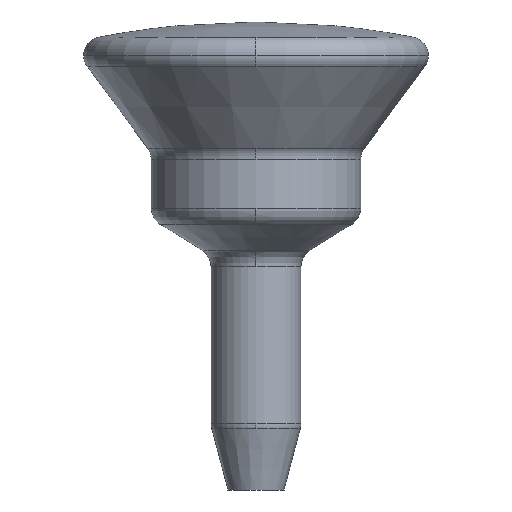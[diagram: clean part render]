
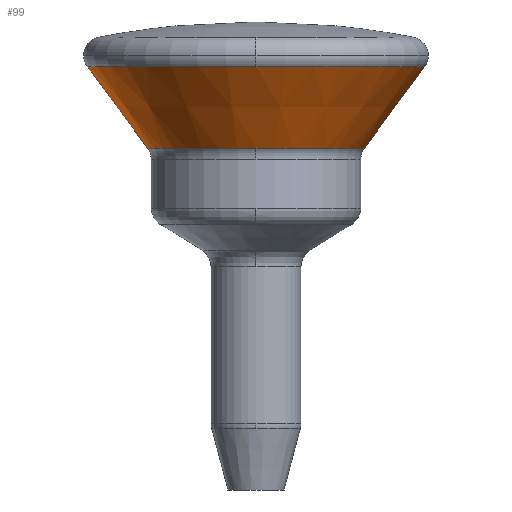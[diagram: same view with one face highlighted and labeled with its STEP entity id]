
A CAD part, front view. The second image highlights one B-rep face of the part: STEP entity #99.
In plain terms, the highlighted conical face has half-angle 36.501 degrees and reference radius 74.037 mm.
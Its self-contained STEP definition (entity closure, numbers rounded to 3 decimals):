
#99=ADVANCED_FACE('',(#193),#194,.T.);
#193=FACE_OUTER_BOUND('',#310,.T.);
#194=CONICAL_SURFACE('',#311,74.037,0.637);
#310=EDGE_LOOP('',(#512,#513,#514,#515,#516,#517));
#311=AXIS2_PLACEMENT_3D('',#518,#519,#520);
#512=ORIENTED_EDGE('',*,*,#1170,.F.);
#513=ORIENTED_EDGE('',*,*,#1171,.T.);
#514=ORIENTED_EDGE('',*,*,#1172,.T.);
#515=ORIENTED_EDGE('',*,*,#1173,.F.);
#516=ORIENTED_EDGE('',*,*,#1166,.F.);
#517=ORIENTED_EDGE('',*,*,#1174,.F.);
#518=CARTESIAN_POINT('',(504.654,60.0,258.571));
#519=DIRECTION('',(-0.0,-0.0,1.0));
#520=DIRECTION('',(1.0,0.0,0.0));
#1166=EDGE_CURVE('',#1338,#1340,#1341,.T.);
#1170=EDGE_CURVE('',#1347,#1348,#1349,.T.);
#1171=EDGE_CURVE('',#1347,#1350,#1351,.T.);
#1172=EDGE_CURVE('',#1350,#1352,#1353,.T.);
#1173=EDGE_CURVE('',#1340,#1352,#1354,.T.);
#1174=EDGE_CURVE('',#1348,#1338,#1355,.T.);
#1338=VERTEX_POINT('',#1562);
#1340=VERTEX_POINT('',#1564);
#1341=CIRCLE('',#1565,57.962);
#1347=VERTEX_POINT('',#1571);
#1348=VERTEX_POINT('',#1572);
#1349=LINE('',#1573,#1574);
#1350=VERTEX_POINT('',#1575);
#1351=CIRCLE('',#1576,90.113);
#1352=VERTEX_POINT('',#1577);
#1353=CIRCLE('',#1578,90.113);
#1354=LINE('',#1579,#1580);
#1355=CIRCLE('',#1581,57.962);
#1562=CARTESIAN_POINT('',(504.654,2.038,236.847));
#1564=CARTESIAN_POINT('',(446.692,60.0,236.847));
#1565=AXIS2_PLACEMENT_3D('',#1836,#1837,#1838);
#1571=CARTESIAN_POINT('',(594.767,60.0,280.295));
#1572=CARTESIAN_POINT('',(562.616,60.0,236.847));
#1573=CARTESIAN_POINT('',(578.691,60.0,258.571));
#1574=VECTOR('',#1848,1.0);
#1575=CARTESIAN_POINT('',(504.654,-30.113,280.295));
#1576=AXIS2_PLACEMENT_3D('',#1849,#1850,#1851);
#1577=CARTESIAN_POINT('',(414.541,60.0,280.295));
#1578=AXIS2_PLACEMENT_3D('',#1852,#1853,#1854);
#1579=CARTESIAN_POINT('',(430.617,60.0,258.571));
#1580=VECTOR('',#1855,1.0);
#1581=AXIS2_PLACEMENT_3D('',#1856,#1857,#1858);
#1836=CARTESIAN_POINT('',(504.654,60.0,236.847));
#1837=DIRECTION('',(0.0,0.0,-1.0));
#1838=DIRECTION('',(1.0,0.0,0.0));
#1848=DIRECTION('',(-0.595,0.,-0.804));
#1849=CARTESIAN_POINT('',(504.654,60.0,280.295));
#1850=DIRECTION('',(0.0,0.0,-1.0));
#1851=DIRECTION('',(1.0,0.0,0.0));
#1852=CARTESIAN_POINT('',(504.654,60.0,280.295));
#1853=DIRECTION('',(0.0,0.0,-1.0));
#1854=DIRECTION('',(1.0,0.0,0.0));
#1855=DIRECTION('',(-0.595,0.,0.804));
#1856=CARTESIAN_POINT('',(504.654,60.0,236.847));
#1857=DIRECTION('',(0.0,0.0,-1.0));
#1858=DIRECTION('',(1.0,0.0,0.0));
